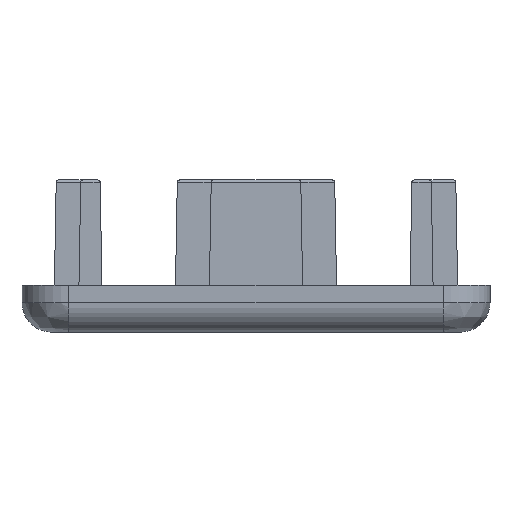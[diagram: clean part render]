
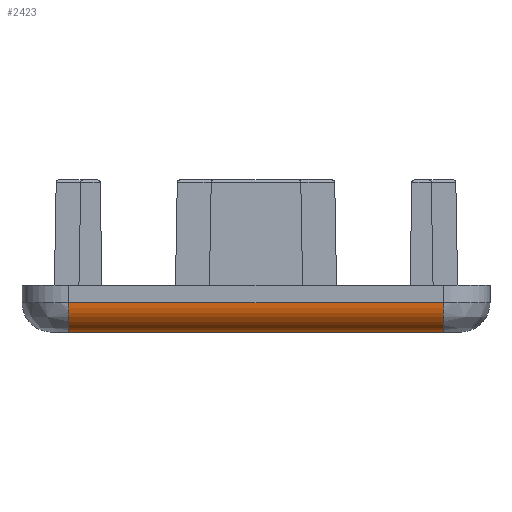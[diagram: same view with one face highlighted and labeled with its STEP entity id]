
A CAD part, left-side view. The second image highlights one B-rep face of the part: STEP entity #2423.
In plain terms, the highlighted cylindrical face has radius 2.5 mm (diameter 5 mm), a partial arc.
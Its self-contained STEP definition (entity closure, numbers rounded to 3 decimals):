
#77 = CARTESIAN_POINT ( 'NONE',  ( -17.5, -14.4, 0. ) ) ;
#99 = VECTOR ( 'NONE', #2373, 1000. ) ;
#113 = CARTESIAN_POINT ( 'NONE',  ( -17.5, 14.4, 0. ) ) ;
#142 = ORIENTED_EDGE ( 'NONE', *, *, #3626, .T. ) ;
#223 = B_SPLINE_CURVE_WITH_KNOTS ( 'NONE', 3,
 ( #505, #508, #490, #484 ),
 .UNSPECIFIED., .F., .F.,
 ( 4, 4 ),
 ( 0., 0.001 ),
 .UNSPECIFIED. ) ;
#227 = CARTESIAN_POINT ( 'NONE',  ( -17.5, 16., 0. ) ) ;
#255 = ORIENTED_EDGE ( 'NONE', *, *, #966, .T. ) ;
#294 = B_SPLINE_CURVE_WITH_KNOTS ( 'NONE', 3,
 ( #4593, #4622, #4610, #4575 ),
 .UNSPECIFIED., .F., .F.,
 ( 4, 4 ),
 ( -0.001, 0. ),
 .UNSPECIFIED. ) ;
#392 = EDGE_CURVE ( 'NONE', #550, #1774, #223, .T. ) ;
#455 = AXIS2_PLACEMENT_3D ( 'NONE', #1254, #1249, #1248 ) ;
#463 = CIRCLE ( 'NONE', #4089, 2.5 ) ;
#470 = CARTESIAN_POINT ( 'NONE',  ( -17.6, -13.804, 0.002 ) ) ;
#484 = CARTESIAN_POINT ( 'NONE',  ( -17.6, 13.5, 0.002 ) ) ;
#490 = CARTESIAN_POINT ( 'NONE',  ( -17.6, 13.804, 0.002 ) ) ;
#505 = CARTESIAN_POINT ( 'NONE',  ( -17.5, 14.4, 0. ) ) ;
#508 = CARTESIAN_POINT ( 'NONE',  ( -17.567, 14.104, 0. ) ) ;
#510 = VECTOR ( 'NONE', #2222, 1000. ) ;
#548 = CYLINDRICAL_SURFACE ( 'NONE', #3419, 2.5 ) ;
#550 = VERTEX_POINT ( 'NONE', #113 ) ;
#610 = EDGE_CURVE ( 'NONE', #1535, #2220, #294, .T. ) ;
#631 = LINE ( 'NONE', #2349, #99 ) ;
#668 = CARTESIAN_POINT ( 'NONE',  ( -17.5, -20., 0. ) ) ;
#681 = DIRECTION ( 'NONE',  ( 0., 1., 0. ) ) ;
#782 = B_SPLINE_CURVE_WITH_KNOTS ( 'NONE', 3,
 ( #839, #874, #825, #820 ),
 .UNSPECIFIED., .F., .F.,
 ( 4, 4 ),
 ( 0.001, 0.002 ),
 .UNSPECIFIED. ) ;
#820 = CARTESIAN_POINT ( 'NONE',  ( -17.5, 12.6, 0. ) ) ;
#825 = CARTESIAN_POINT ( 'NONE',  ( -17.567, 12.896, 0. ) ) ;
#839 = CARTESIAN_POINT ( 'NONE',  ( -17.6, 13.5, 0.002 ) ) ;
#874 = CARTESIAN_POINT ( 'NONE',  ( -17.6, 13.196, 0.002 ) ) ;
#966 = EDGE_CURVE ( 'NONE', #1828, #3167, #463, .T. ) ;
#970 = FACE_OUTER_BOUND ( 'NONE', #3333, .T. ) ;
#974 = CIRCLE ( 'NONE', #455, 2.5 ) ;
#1064 = VERTEX_POINT ( 'NONE', #2291 ) ;
#1116 = CARTESIAN_POINT ( 'NONE',  ( -17.5, 20., 0. ) ) ;
#1175 = DIRECTION ( 'NONE',  ( 0., -1., 0. ) ) ;
#1248 = DIRECTION ( 'NONE',  ( -1., 0., 0. ) ) ;
#1249 = DIRECTION ( 'NONE',  ( 0., -1., 0. ) ) ;
#1254 = CARTESIAN_POINT ( 'NONE',  ( -17.5, 16., 2.5 ) ) ;
#1320 = LINE ( 'NONE', #1116, #3157 ) ;
#1325 = ORIENTED_EDGE ( 'NONE', *, *, #3623, .F. ) ;
#1383 = ORIENTED_EDGE ( 'NONE', *, *, #3219, .T. ) ;
#1405 = EDGE_CURVE ( 'NONE', #1535, #2402, #1896, .T. ) ;
#1535 = VERTEX_POINT ( 'NONE', #2740 ) ;
#1603 = ORIENTED_EDGE ( 'NONE', *, *, #610, .T. ) ;
#1774 = VERTEX_POINT ( 'NONE', #3023 ) ;
#1828 = VERTEX_POINT ( 'NONE', #4376 ) ;
#1896 = LINE ( 'NONE', #668, #2010 ) ;
#2010 = VECTOR ( 'NONE', #681, 1000. ) ;
#2220 = VERTEX_POINT ( 'NONE', #3294 ) ;
#2222 = DIRECTION ( 'NONE',  ( 0., 1., 0. ) ) ;
#2224 = CARTESIAN_POINT ( 'NONE',  ( -20., 20., 2.5 ) ) ;
#2291 = CARTESIAN_POINT ( 'NONE',  ( -17.5, -14.4, 0. ) ) ;
#2349 = CARTESIAN_POINT ( 'NONE',  ( -17.5, -20., 0. ) ) ;
#2373 = DIRECTION ( 'NONE',  ( 0., 1., 0. ) ) ;
#2402 = VERTEX_POINT ( 'NONE', #2704 ) ;
#2423 = ADVANCED_FACE ( 'NONE', ( #970 ), #548, .T. ) ;
#2493 = DIRECTION ( 'NONE',  ( -1., 0., 0. ) ) ;
#2502 = DIRECTION ( 'NONE',  ( 0., 1., 0. ) ) ;
#2521 = CARTESIAN_POINT ( 'NONE',  ( -17.5, -16., 2.5 ) ) ;
#2633 = CARTESIAN_POINT ( 'NONE',  ( -17.5, 20., 2.5 ) ) ;
#2653 = DIRECTION ( 'NONE',  ( 0., 1., 0. ) ) ;
#2669 = DIRECTION ( 'NONE',  ( -1., 0., 0. ) ) ;
#2704 = CARTESIAN_POINT ( 'NONE',  ( -17.5, 12.6, 0. ) ) ;
#2718 = ORIENTED_EDGE ( 'NONE', *, *, #4002, .T. ) ;
#2740 = CARTESIAN_POINT ( 'NONE',  ( -17.5, -12.6, 0. ) ) ;
#2741 = CARTESIAN_POINT ( 'NONE',  ( -20., -16., 2.5 ) ) ;
#2941 = ORIENTED_EDGE ( 'NONE', *, *, #4225, .T. ) ;
#3020 = CARTESIAN_POINT ( 'NONE',  ( -20., 16., 2.5 ) ) ;
#3023 = CARTESIAN_POINT ( 'NONE',  ( -17.6, 13.5, 0.002 ) ) ;
#3056 = VERTEX_POINT ( 'NONE', #227 ) ;
#3157 = VECTOR ( 'NONE', #1175, 1000. ) ;
#3167 = VERTEX_POINT ( 'NONE', #2741 ) ;
#3219 = EDGE_CURVE ( 'NONE', #2220, #1064, #4651, .T. ) ;
#3294 = CARTESIAN_POINT ( 'NONE',  ( -17.6, -13.5, 0.002 ) ) ;
#3333 = EDGE_LOOP ( 'NONE', ( #1603, #1383, #1325, #255, #142, #2718, #3907, #3977, #2941, #4260 ) ) ;
#3415 = VERTEX_POINT ( 'NONE', #3020 ) ;
#3419 = AXIS2_PLACEMENT_3D ( 'NONE', #2633, #2653, #2669 ) ;
#3623 = EDGE_CURVE ( 'NONE', #1828, #1064, #631, .T. ) ;
#3626 = EDGE_CURVE ( 'NONE', #3167, #3415, #3889, .T. ) ;
#3642 = CARTESIAN_POINT ( 'NONE',  ( -17.6, -13.5, 0.002 ) ) ;
#3889 = LINE ( 'NONE', #2224, #510 ) ;
#3907 = ORIENTED_EDGE ( 'NONE', *, *, #4164, .T. ) ;
#3977 = ORIENTED_EDGE ( 'NONE', *, *, #392, .T. ) ;
#3991 = CARTESIAN_POINT ( 'NONE',  ( -17.567, -14.104, 0. ) ) ;
#4002 = EDGE_CURVE ( 'NONE', #3415, #3056, #974, .T. ) ;
#4089 = AXIS2_PLACEMENT_3D ( 'NONE', #2521, #2502, #2493 ) ;
#4164 = EDGE_CURVE ( 'NONE', #3056, #550, #1320, .T. ) ;
#4225 = EDGE_CURVE ( 'NONE', #1774, #2402, #782, .T. ) ;
#4260 = ORIENTED_EDGE ( 'NONE', *, *, #1405, .F. ) ;
#4376 = CARTESIAN_POINT ( 'NONE',  ( -17.5, -16., 0. ) ) ;
#4575 = CARTESIAN_POINT ( 'NONE',  ( -17.6, -13.5, 0.002 ) ) ;
#4593 = CARTESIAN_POINT ( 'NONE',  ( -17.5, -12.6, 0. ) ) ;
#4610 = CARTESIAN_POINT ( 'NONE',  ( -17.6, -13.196, 0.002 ) ) ;
#4622 = CARTESIAN_POINT ( 'NONE',  ( -17.567, -12.896, 0. ) ) ;
#4651 = B_SPLINE_CURVE_WITH_KNOTS ( 'NONE', 3,
 ( #3642, #470, #3991, #77 ),
 .UNSPECIFIED., .F., .F.,
 ( 4, 4 ),
 ( 0., 0.001 ),
 .UNSPECIFIED. ) ;
